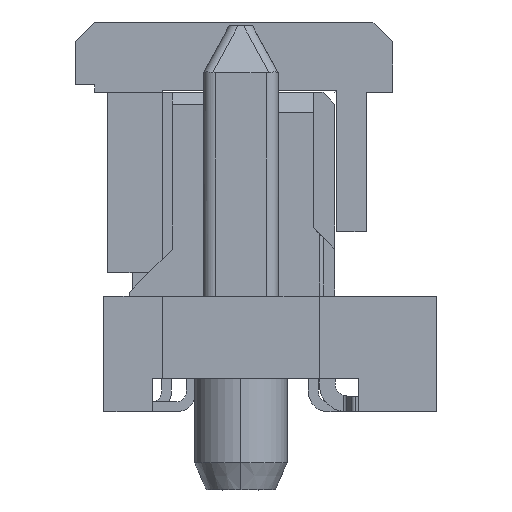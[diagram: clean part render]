
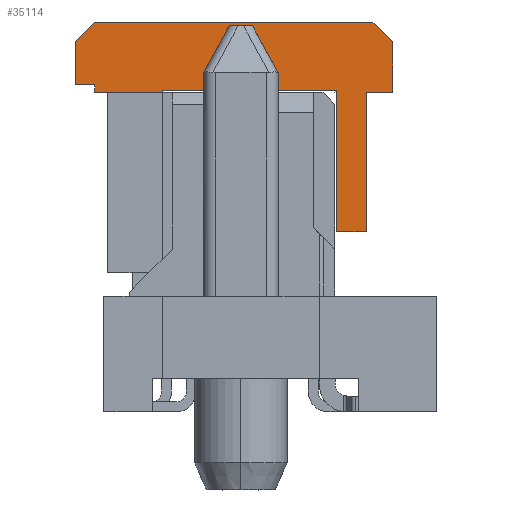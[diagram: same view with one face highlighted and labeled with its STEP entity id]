
A CAD part, left-side view. The second image highlights one B-rep face of the part: STEP entity #35114.
In plain terms, the highlighted planar face has unit normal (-1, 0, 0).
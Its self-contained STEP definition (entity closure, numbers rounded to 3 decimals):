
#34503=DIRECTION('',(0.,-1.,0.));
#34504=VECTOR('',#34503,1.675);
#34505=CARTESIAN_POINT('',(37.744,47.375,8.2));
#34506=LINE('',#34505,#34504);
#34507=DIRECTION('',(0.,0.,-1.));
#34508=VECTOR('',#34507,0.15);
#34509=CARTESIAN_POINT('',(37.744,47.375,8.35));
#34510=LINE('',#34509,#34508);
#34511=DIRECTION('',(0.,1.,0.));
#34512=VECTOR('',#34511,0.5);
#34513=CARTESIAN_POINT('',(37.744,47.375,8.35));
#34514=LINE('',#34513,#34512);
#34515=DIRECTION('',(0.,0.,1.));
#34516=VECTOR('',#34515,0.15);
#34517=CARTESIAN_POINT('',(37.744,47.875,8.2));
#34518=LINE('',#34517,#34516);
#34519=DIRECTION('',(0.,-1.,0.));
#34520=VECTOR('',#34519,2.275);
#34521=CARTESIAN_POINT('',(37.744,50.15,8.2));
#34522=LINE('',#34521,#34520);
#34523=DIRECTION('',(0.,0.,1.));
#34524=VECTOR('',#34523,0.05);
#34525=CARTESIAN_POINT('',(37.744,50.15,8.15));
#34526=LINE('',#34525,#34524);
#34527=DIRECTION('',(0.,-1.,0.));
#34528=VECTOR('',#34527,1.725);
#34529=CARTESIAN_POINT('',(37.744,51.875,8.15));
#34530=LINE('',#34529,#34528);
#34531=DIRECTION('',(0.,1.,0.));
#34532=VECTOR('',#34531,0.5);
#34533=CARTESIAN_POINT('',(37.744,51.875,8.35));
#34534=LINE('',#34533,#34532);
#34535=DIRECTION('',(0.,0.707,-0.707));
#34536=VECTOR('',#34535,0.707);
#34537=CARTESIAN_POINT('',(37.744,51.875,9.95));
#34538=LINE('',#34537,#34536);
#34539=DIRECTION('',(0.,-1.,0.));
#34540=VECTOR('',#34539,7.1);
#34541=CARTESIAN_POINT('',(37.744,51.875,9.95));
#34542=LINE('',#34541,#34540);
#34543=DIRECTION('',(0.,0.707,0.707));
#34544=VECTOR('',#34543,0.707);
#34545=CARTESIAN_POINT('',(37.744,44.275,9.45));
#34546=LINE('',#34545,#34544);
#34547=DIRECTION('',(0.,0.,-1.));
#34548=VECTOR('',#34547,1.3);
#34549=CARTESIAN_POINT('',(37.744,44.275,9.45));
#34550=LINE('',#34549,#34548);
#34623=DIRECTION('',(0.,0.,-1.));
#34624=VECTOR('',#34623,0.2);
#34625=CARTESIAN_POINT('',(37.744,51.875,8.35));
#34626=LINE('',#34625,#34624);
#34635=DIRECTION('',(0.,0.,-1.));
#34636=VECTOR('',#34635,1.1);
#34637=CARTESIAN_POINT('',(37.744,52.375,9.45));
#34638=LINE('',#34637,#34636);
#34731=DIRECTION('',(0.,-1.,0.));
#34732=VECTOR('',#34731,0.675);
#34733=CARTESIAN_POINT('',(37.744,44.95,8.15));
#34734=LINE('',#34733,#34732);
#34767=DIRECTION('',(0.,0.,1.));
#34768=VECTOR('',#34767,3.6);
#34769=CARTESIAN_POINT('',(37.744,45.7,4.6));
#34770=LINE('',#34769,#34768);
#34775=DIRECTION('',(0.,1.,0.));
#34776=VECTOR('',#34775,0.75);
#34777=CARTESIAN_POINT('',(37.744,44.95,4.6));
#34778=LINE('',#34777,#34776);
#34783=DIRECTION('',(0.,0.,1.));
#34784=VECTOR('',#34783,3.55);
#34785=CARTESIAN_POINT('',(37.744,44.95,4.6));
#34786=LINE('',#34785,#34784);
#34847=CARTESIAN_POINT('',(37.744,52.375,9.45));
#34848=VERTEX_POINT('',#34847);
#34849=CARTESIAN_POINT('',(37.744,52.375,8.35));
#34850=VERTEX_POINT('',#34849);
#34857=CARTESIAN_POINT('',(37.744,51.875,8.35));
#34858=VERTEX_POINT('',#34857);
#34871=CARTESIAN_POINT('',(37.744,51.875,9.95));
#34872=VERTEX_POINT('',#34871);
#34880=CARTESIAN_POINT('',(37.744,51.875,8.15));
#34882=VERTEX_POINT('',#34880);
#34889=CARTESIAN_POINT('',(37.744,44.95,8.15));
#34890=VERTEX_POINT('',#34889);
#34891=CARTESIAN_POINT('',(37.744,44.275,8.15));
#34892=VERTEX_POINT('',#34891);
#34897=CARTESIAN_POINT('',(37.744,44.275,9.45));
#34898=VERTEX_POINT('',#34897);
#34899=CARTESIAN_POINT('',(37.744,44.775,9.95));
#34900=VERTEX_POINT('',#34899);
#34901=CARTESIAN_POINT('',(37.744,47.875,8.35));
#34903=VERTEX_POINT('',#34901);
#34909=CARTESIAN_POINT('',(37.744,44.95,4.6));
#34910=VERTEX_POINT('',#34909);
#34913=CARTESIAN_POINT('',(37.744,47.375,8.35));
#34914=VERTEX_POINT('',#34913);
#34935=CARTESIAN_POINT('',(37.744,45.7,4.6));
#34936=VERTEX_POINT('',#34935);
#34937=CARTESIAN_POINT('',(37.744,45.7,8.2));
#34938=VERTEX_POINT('',#34937);
#34942=CARTESIAN_POINT('',(37.744,47.375,8.2));
#34944=VERTEX_POINT('',#34942);
#34949=CARTESIAN_POINT('',(37.744,50.15,8.15));
#34950=VERTEX_POINT('',#34949);
#34965=CARTESIAN_POINT('',(37.744,50.15,8.2));
#34966=VERTEX_POINT('',#34965);
#34967=CARTESIAN_POINT('',(37.744,47.875,8.2));
#34968=VERTEX_POINT('',#34967);
#35073=CARTESIAN_POINT('',(37.744,46.375,8.15));
#35074=DIRECTION('',(-1.,0.,0.));
#35075=DIRECTION('',(0.,-1.,0.));
#35076=AXIS2_PLACEMENT_3D('',#35073,#35074,#35075);
#35077=PLANE('',#35076);
#35078=ORIENTED_EDGE('',*,*,#35056,.F.);
#35080=ORIENTED_EDGE('',*,*,#35079,.F.);
#35082=ORIENTED_EDGE('',*,*,#35081,.T.);
#35084=ORIENTED_EDGE('',*,*,#35083,.F.);
#35086=ORIENTED_EDGE('',*,*,#35085,.F.);
#35088=ORIENTED_EDGE('',*,*,#35087,.F.);
#35090=ORIENTED_EDGE('',*,*,#35089,.F.);
#35092=ORIENTED_EDGE('',*,*,#35091,.F.);
#35094=ORIENTED_EDGE('',*,*,#35093,.T.);
#35096=ORIENTED_EDGE('',*,*,#35095,.F.);
#35097=ORIENTED_EDGE('',*,*,#34984,.F.);
#35099=ORIENTED_EDGE('',*,*,#35098,.T.);
#35101=ORIENTED_EDGE('',*,*,#35100,.F.);
#35103=ORIENTED_EDGE('',*,*,#35102,.T.);
#35105=ORIENTED_EDGE('',*,*,#35104,.F.);
#35107=ORIENTED_EDGE('',*,*,#35106,.F.);
#35109=ORIENTED_EDGE('',*,*,#35108,.T.);
#35111=ORIENTED_EDGE('',*,*,#35110,.T.);
#35112=EDGE_LOOP('',(#35078,#35080,#35082,#35084,#35086,#35088,#35090,#35092,
#35094,#35096,#35097,#35099,#35101,#35103,#35105,#35107,#35109,#35111));
#35113=FACE_OUTER_BOUND('',#35112,.F.);
#35114=ADVANCED_FACE('',(#35113),#35077,.T.);
#34984=EDGE_CURVE('',#34872,#34848,#34538,.T.);
#35056=EDGE_CURVE('',#34944,#34938,#34506,.T.);
#35079=EDGE_CURVE('',#34914,#34944,#34510,.T.);
#35081=EDGE_CURVE('',#34914,#34903,#34514,.T.);
#35083=EDGE_CURVE('',#34968,#34903,#34518,.T.);
#35085=EDGE_CURVE('',#34966,#34968,#34522,.T.);
#35087=EDGE_CURVE('',#34950,#34966,#34526,.T.);
#35089=EDGE_CURVE('',#34882,#34950,#34530,.T.);
#35091=EDGE_CURVE('',#34858,#34882,#34626,.T.);
#35093=EDGE_CURVE('',#34858,#34850,#34534,.T.);
#35095=EDGE_CURVE('',#34848,#34850,#34638,.T.);
#35098=EDGE_CURVE('',#34872,#34900,#34542,.T.);
#35100=EDGE_CURVE('',#34898,#34900,#34546,.T.);
#35102=EDGE_CURVE('',#34898,#34892,#34550,.T.);
#35104=EDGE_CURVE('',#34890,#34892,#34734,.T.);
#35106=EDGE_CURVE('',#34910,#34890,#34786,.T.);
#35108=EDGE_CURVE('',#34910,#34936,#34778,.T.);
#35110=EDGE_CURVE('',#34936,#34938,#34770,.T.);
